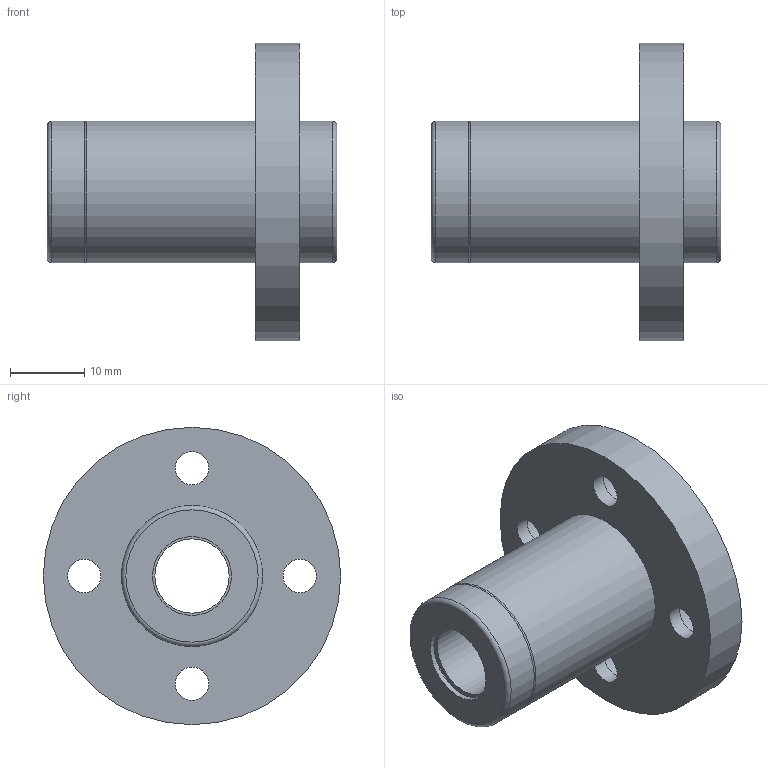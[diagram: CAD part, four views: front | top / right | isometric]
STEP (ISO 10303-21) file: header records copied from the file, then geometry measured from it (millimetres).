
FILE_DESCRIPTION(/* description */ ('STEP AP203'),/* implementation_level */ '2;1');
FILE_NAME(/* name */ 'LMF10UU-MX',/* time_stamp */ '2022-08-23T03:39:00+02:00',/* author */ ('License CC BY-ND 4.0'),/* organization */ ('CADENAS'),/* preprocessor_version */ 'ST-DEVELOPER v18.102',/* originating_system */ 'PARTsolutions',/* authorisation */ ' ');
FILE_SCHEMA (('CONFIG_CONTROL_DESIGN'));
Length unit declared in the file: millimetre
Products named in the file (1): LMF10UU-MX
Bounding box: 39 x 40 x 40 mm (x, y, z)
Volume: 12950 mm3; surface area: 6714.6 mm2
Topology: 1 solids, 1 shells, 33 faces, 57 edges, 37 vertices
Faces by surface type: cylinder 17, plane 13, torus 3
Full cylindrical faces by diameter (mm): 4.5 x4, 7.5 x4, 10 x1, 10.6 x2, 11.2 x2, 19 x3, 40 x1
Entity records: 754 total; most frequent: DIRECTION 142, CARTESIAN_POINT 108, ORIENTED_EDGE 74, EDGE_LOOP 74, FACE_BOUND 74, AXIS2_PLACEMENT_3D 71, EDGE_CURVE 37, VERTEX_POINT 37
